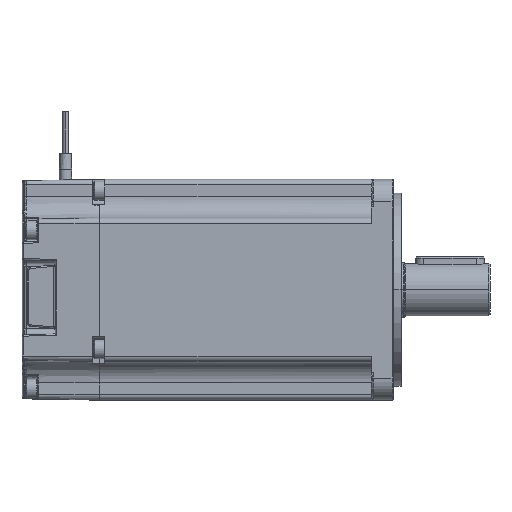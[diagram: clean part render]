
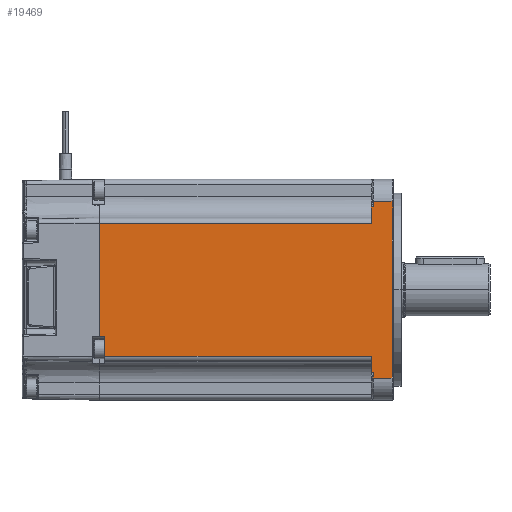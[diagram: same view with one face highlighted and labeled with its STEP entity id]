
A CAD part, left-side view. The second image highlights one B-rep face of the part: STEP entity #19469.
In plain terms, the highlighted planar face has unit normal (-1, 0, 0).
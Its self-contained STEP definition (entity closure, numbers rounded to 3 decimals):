
#1193=DIRECTION('',(0.,0.,1.));
#1194=VECTOR('',#1193,2.);
#1195=CARTESIAN_POINT('',(1.058,-24.496,
-72.));
#1196=LINE('',#1195,#1194);
#1197=CARTESIAN_POINT('',(1.058,-24.496,-70.));
#1206=CARTESIAN_POINT('',(1.058,-24.496,
-22.7));
#1208=DIRECTION('',(0.,0.,1.));
#1209=VECTOR('',#1208,8.5);
#1210=CARTESIAN_POINT('',(1.058,-24.496,
-22.7));
#1211=LINE('',#1210,#1209);
#1215=CARTESIAN_POINT('',(1.058,-24.496,-14.2));
#1262=CARTESIAN_POINT('',(1.058,-24.496,-10.));
#1264=DIRECTION('',(0.,0.,1.));
#1265=VECTOR('',#1264,2.);
#1266=CARTESIAN_POINT('',(1.058,-24.496,-10.));
#1267=LINE('',#1266,#1265);
#1286=DIRECTION('',(0.,-1.,0.));
#1287=VECTOR('',#1286,0.25);
#1288=CARTESIAN_POINT('',(1.058,-24.496,-70.));
#1289=LINE('',#1288,#1287);
#1298=DIRECTION('',(0.,-1.,0.));
#1299=VECTOR('',#1298,0.75);
#1300=CARTESIAN_POINT('',(1.058,-16.996,-70.));
#1301=LINE('',#1300,#1299);
#1302=DIRECTION('',(0.,0.,1.));
#1303=VECTOR('',#1302,6.);
#1304=CARTESIAN_POINT('',(1.058,-16.996,-70.));
#1305=LINE('',#1304,#1303);
#1306=DIRECTION('',(0.,0.,1.));
#1307=VECTOR('',#1306,7.073);
#1308=CARTESIAN_POINT('',(1.058,79.554,-64.));
#1309=LINE('',#1308,#1307);
#1310=DIRECTION('',(0.,-1.,0.));
#1311=VECTOR('',#1310,2.);
#1312=CARTESIAN_POINT('',(1.058,81.554,-56.927));
#1313=LINE('',#1312,#1311);
#1314=DIRECTION('',(0.,0.,-1.));
#1315=VECTOR('',#1314,40.927);
#1316=CARTESIAN_POINT('',(1.058,81.554,-16.));
#1317=LINE('',#1316,#1315);
#1318=DIRECTION('',(0.,0.,1.));
#1319=VECTOR('',#1318,6.);
#1320=CARTESIAN_POINT('',(1.058,-16.996,-16.));
#1321=LINE('',#1320,#1319);
#1330=DIRECTION('',(0.,-1.,0.));
#1331=VECTOR('',#1330,0.25);
#1332=CARTESIAN_POINT('',(1.058,-24.496,
-22.7));
#1333=LINE('',#1332,#1331);
#1553=DIRECTION('',(0.,1.,0.));
#1554=VECTOR('',#1553,98.55);
#1555=CARTESIAN_POINT('',(1.058,-16.996,-16.));
#1556=LINE('',#1555,#1554);
#2178=DIRECTION('',(0.,-1.,0.));
#2179=VECTOR('',#2178,6.75);
#2180=CARTESIAN_POINT('',(1.058,-17.746,-72.));
#2181=LINE('',#2180,#2179);
#2230=CARTESIAN_POINT('',(1.058,-17.746,-70.));
#2232=DIRECTION('',(0.,0.,-1.));
#2233=VECTOR('',#2232,2.);
#2234=CARTESIAN_POINT('',(1.058,-17.746,-70.));
#2235=LINE('',#2234,#2233);
#2658=DIRECTION('',(0.,-1.,0.));
#2659=VECTOR('',#2658,96.55);
#2660=CARTESIAN_POINT('',(1.058,79.554,-64.));
#2661=LINE('',#2660,#2659);
#3519=DIRECTION('',(0.,1.,0.));
#3520=VECTOR('',#3519,0.25);
#3521=CARTESIAN_POINT('',(1.058,-24.746,
-10.));
#3522=LINE('',#3521,#3520);
#3527=DIRECTION('',(0.,1.,0.));
#3528=VECTOR('',#3527,0.75);
#3529=CARTESIAN_POINT('',(1.058,-17.746,-10.));
#3530=LINE('',#3529,#3528);
#3589=DIRECTION('',(0.,1.,0.));
#3590=VECTOR('',#3589,6.75);
#3591=CARTESIAN_POINT('',(1.058,-24.496,
-8.));
#3592=LINE('',#3591,#3590);
#3620=CARTESIAN_POINT('',(1.058,-17.746,-10.));
#3627=DIRECTION('',(0.,0.,-1.));
#3628=VECTOR('',#3627,2.);
#3629=CARTESIAN_POINT('',(1.058,-17.746,
-8.));
#3630=LINE('',#3629,#3628);
#7527=DIRECTION('',(0.,0.,-1.));
#7528=VECTOR('',#7527,47.3);
#7529=CARTESIAN_POINT('',(1.058,-24.746,-22.7));
#7530=LINE('',#7529,#7528);
#7535=DIRECTION('',(0.,1.,0.));
#7536=VECTOR('',#7535,0.25);
#7537=CARTESIAN_POINT('',(1.058,-24.746,-14.2));
#7538=LINE('',#7537,#7536);
#7547=DIRECTION('',(0.,0.,-1.));
#7548=VECTOR('',#7547,4.2);
#7549=CARTESIAN_POINT('',(1.058,-24.746,
-10.));
#7550=LINE('',#7549,#7548);
#14844=CARTESIAN_POINT('',(1.058,-24.746,
-70.));
#14845=VERTEX_POINT('',#14844);
#14846=CARTESIAN_POINT('',(1.058,-24.746,-22.7));
#14848=VERTEX_POINT('',#14846);
#14851=CARTESIAN_POINT('',(1.058,-24.746,-14.2));
#14853=VERTEX_POINT('',#14851);
#14854=CARTESIAN_POINT('',(1.058,-24.746,
-10.));
#14855=VERTEX_POINT('',#14854);
#15300=CARTESIAN_POINT('',(1.058,79.554,-64.));
#15302=VERTEX_POINT('',#15300);
#15620=CARTESIAN_POINT('',(1.058,-24.496,-72.));
#15622=VERTEX_POINT('',#15620);
#15631=CARTESIAN_POINT('',(1.058,-24.496,-8.));
#15633=VERTEX_POINT('',#15631);
#15636=CARTESIAN_POINT('',(1.058,-17.746,-8.));
#15638=VERTEX_POINT('',#15636);
#15645=CARTESIAN_POINT('',(1.058,-17.746,-72.));
#15646=VERTEX_POINT('',#15645);
#15725=CARTESIAN_POINT('',(1.058,81.554,-16.));
#15726=VERTEX_POINT('',#15725);
#15727=CARTESIAN_POINT('',(1.058,81.554,
-56.927));
#15728=VERTEX_POINT('',#15727);
#16211=CARTESIAN_POINT('',(1.058,-16.996,-70.));
#16213=VERTEX_POINT('',#16211);
#16216=CARTESIAN_POINT('',(1.058,-16.996,-10.));
#16218=VERTEX_POINT('',#16216);
#17003=CARTESIAN_POINT('',(1.058,79.554,
-56.927));
#17004=VERTEX_POINT('',#17003);
#17262=CARTESIAN_POINT('',(1.058,-16.996,-16.));
#17264=VERTEX_POINT('',#17262);
#17265=CARTESIAN_POINT('',(1.058,-16.996,-64.));
#17267=VERTEX_POINT('',#17265);
#17394=VERTEX_POINT('',#1197);
#17396=VERTEX_POINT('',#1206);
#17398=VERTEX_POINT('',#1215);
#17401=VERTEX_POINT('',#1262);
#17469=VERTEX_POINT('',#3620);
#17472=VERTEX_POINT('',#2230);
#19424=CARTESIAN_POINT('',(1.058,77.779,-40.));
#19425=DIRECTION('',(1.,0.,0.));
#19426=DIRECTION('',(0.,0.,-1.));
#19427=AXIS2_PLACEMENT_3D('',#19424,#19425,#19426);
#19428=PLANE('',#19427);
#19429=ORIENTED_EDGE('',*,*,#19267,.F.);
#19431=ORIENTED_EDGE('',*,*,#19430,.T.);
#19433=ORIENTED_EDGE('',*,*,#19432,.T.);
#19434=ORIENTED_EDGE('',*,*,#19360,.F.);
#19435=ORIENTED_EDGE('',*,*,#19246,.F.);
#19437=ORIENTED_EDGE('',*,*,#19436,.F.);
#19439=ORIENTED_EDGE('',*,*,#19438,.F.);
#19440=ORIENTED_EDGE('',*,*,#19408,.F.);
#19442=ORIENTED_EDGE('',*,*,#19441,.T.);
#19444=ORIENTED_EDGE('',*,*,#19443,.F.);
#19446=ORIENTED_EDGE('',*,*,#19445,.T.);
#19448=ORIENTED_EDGE('',*,*,#19447,.F.);
#19449=ORIENTED_EDGE('',*,*,#18690,.F.);
#19451=ORIENTED_EDGE('',*,*,#19450,.F.);
#19453=ORIENTED_EDGE('',*,*,#19452,.T.);
#19455=ORIENTED_EDGE('',*,*,#19454,.F.);
#19457=ORIENTED_EDGE('',*,*,#19456,.F.);
#19459=ORIENTED_EDGE('',*,*,#19458,.F.);
#19460=ORIENTED_EDGE('',*,*,#19295,.F.);
#19462=ORIENTED_EDGE('',*,*,#19461,.F.);
#19464=ORIENTED_EDGE('',*,*,#19463,.T.);
#19466=ORIENTED_EDGE('',*,*,#19465,.T.);
#19467=EDGE_LOOP('',(#19429,#19431,#19433,#19434,#19435,#19437,#19439,#19440,
#19442,#19444,#19446,#19448,#19449,#19451,#19453,#19455,#19457,#19459,#19460,
#19462,#19464,#19466));
#19468=FACE_OUTER_BOUND('',#19467,.F.);
#19469=ADVANCED_FACE('',(#19468),#19428,.F.);
#18690=EDGE_CURVE('',#15726,#15728,#1317,.T.);
#19246=EDGE_CURVE('',#15622,#17394,#1196,.T.);
#19267=EDGE_CURVE('',#17396,#17398,#1211,.T.);
#19295=EDGE_CURVE('',#17401,#15633,#1267,.T.);
#19360=EDGE_CURVE('',#17394,#14845,#1289,.T.);
#19408=EDGE_CURVE('',#16213,#17472,#1301,.T.);
#19430=EDGE_CURVE('',#17396,#14848,#1333,.T.);
#19432=EDGE_CURVE('',#14848,#14845,#7530,.T.);
#19436=EDGE_CURVE('',#15646,#15622,#2181,.T.);
#19438=EDGE_CURVE('',#17472,#15646,#2235,.T.);
#19441=EDGE_CURVE('',#16213,#17267,#1305,.T.);
#19443=EDGE_CURVE('',#15302,#17267,#2661,.T.);
#19445=EDGE_CURVE('',#15302,#17004,#1309,.T.);
#19447=EDGE_CURVE('',#15728,#17004,#1313,.T.);
#19450=EDGE_CURVE('',#17264,#15726,#1556,.T.);
#19452=EDGE_CURVE('',#17264,#16218,#1321,.T.);
#19454=EDGE_CURVE('',#17469,#16218,#3530,.T.);
#19456=EDGE_CURVE('',#15638,#17469,#3630,.T.);
#19458=EDGE_CURVE('',#15633,#15638,#3592,.T.);
#19461=EDGE_CURVE('',#14855,#17401,#3522,.T.);
#19463=EDGE_CURVE('',#14855,#14853,#7550,.T.);
#19465=EDGE_CURVE('',#14853,#17398,#7538,.T.);
